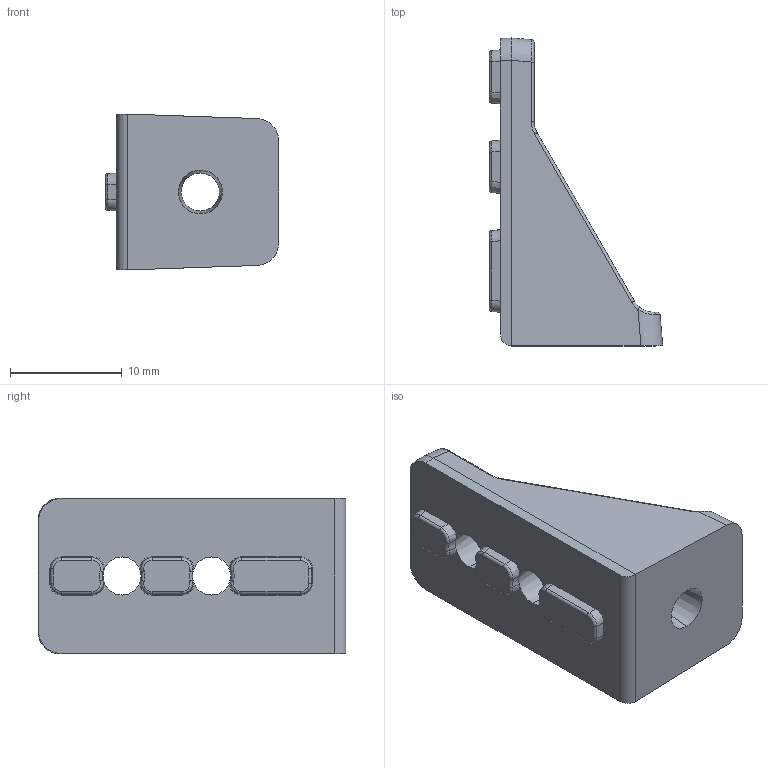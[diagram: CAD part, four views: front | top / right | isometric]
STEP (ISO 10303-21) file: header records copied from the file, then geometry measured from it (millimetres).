
FILE_DESCRIPTION (( 'STEP AP203' ), '1' );
FILE_NAME ('REV-41-1321_Default.step', '2016-09-04T21:38:42', ( '' ), ( '' ), 'SwSTEP 2.0', 'SolidWorks 2015', '' );
FILE_SCHEMA (( 'CONFIG_CONTROL_DESIGN' ));
Length unit declared in the file: inch
Products named in the file (1): REV-41-1321_Default
Bounding box: 15.5 x 27.5 x 13.93 mm (x, y, z)
Volume: 1805.1 mm3; surface area: 1696.2 mm2
Topology: 1 solids, 1 shells, 120 faces, 289 edges, 166 vertices
Faces by surface type: bspline 48, cylinder 36, plane 26, cone 10
Entity records: 4991 total; most frequent: CARTESIAN_POINT 2627, ORIENTED_EDGE 570, DIRECTION 308, EDGE_CURVE 285, VERTEX_POINT 166, B_SPLINE_CURVE_WITH_KNOTS 131, EDGE_LOOP 125, FACE_OUTER_BOUND 120
